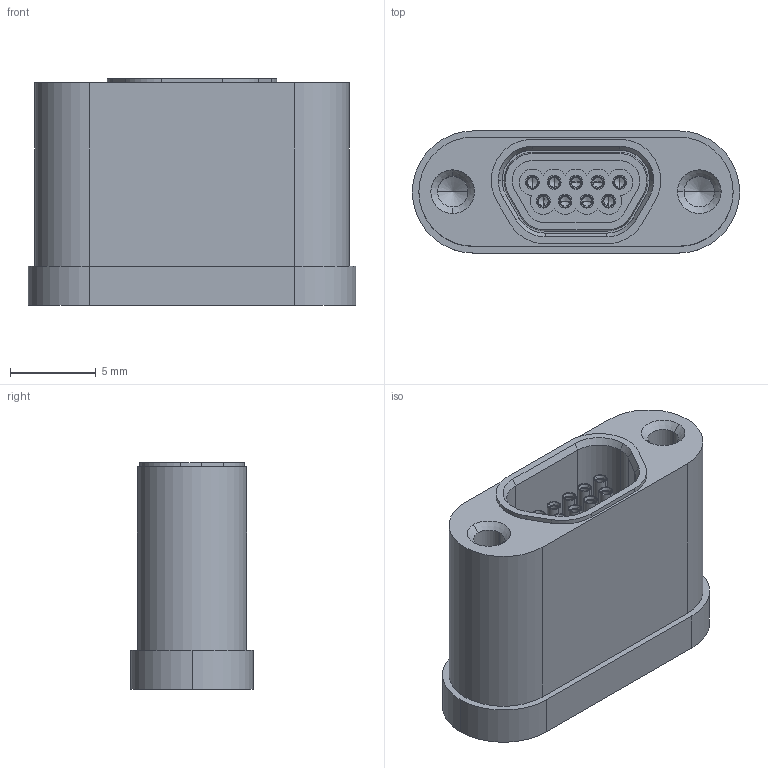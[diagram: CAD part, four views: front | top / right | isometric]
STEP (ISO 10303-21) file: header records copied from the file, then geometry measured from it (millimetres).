
FILE_DESCRIPTION (( 'STEP AP203' ), '1' );
FILE_NAME ('A8978-1-W.STEP', '2013-04-29T11:28:27', ( '' ), ( '' ), 'SwSTEP 2.0', 'SolidWorks 2012', '' );
FILE_SCHEMA (( 'CONFIG_CONTROL_DESIGN' ));
Length unit declared in the file: inch
Products named in the file (1): A8978-1-W
Bounding box: 19.05 x 7.11 x 13.21 mm (x, y, z)
Volume: 968.8 mm3; surface area: 1637.6 mm2
Topology: 20 solids, 20 shells, 506 faces, 1217 edges, 729 vertices
Faces by surface type: cylinder 243, plane 106, cone 94, bspline 63
Entity records: 15781 total; most frequent: CARTESIAN_POINT 3714, DIRECTION 2687, ORIENTED_EDGE 2400, EDGE_CURVE 1200, AXIS2_PLACEMENT_3D 1079, VERTEX_POINT 738, CIRCLE 635, EDGE_LOOP 582
